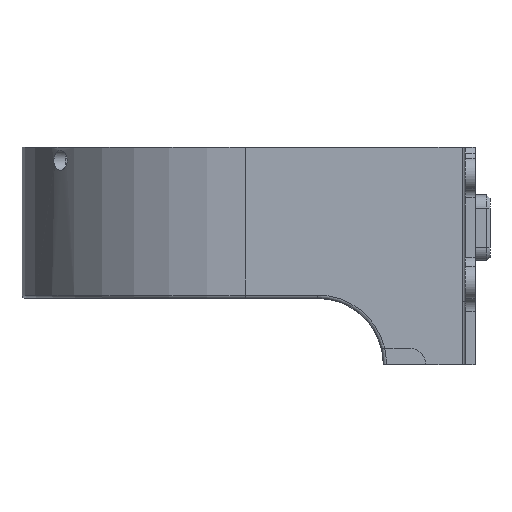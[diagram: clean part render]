
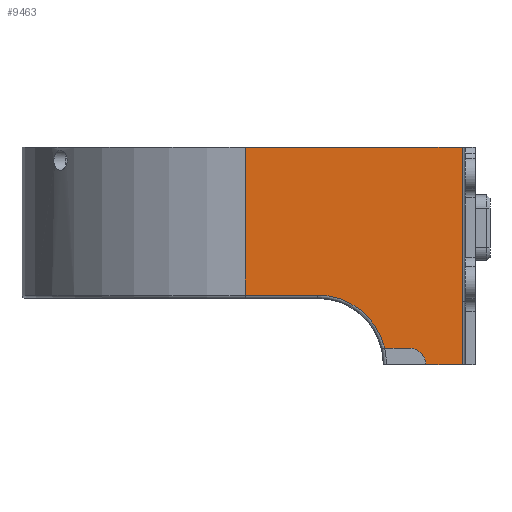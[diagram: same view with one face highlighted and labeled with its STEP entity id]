
A CAD part, left-side view. The second image highlights one B-rep face of the part: STEP entity #9463.
In plain terms, the highlighted planar face has unit normal (-1, 0, 0).
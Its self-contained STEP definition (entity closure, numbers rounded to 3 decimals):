
#320 = VERTEX_POINT ( 'NONE', #6277 ) ;
#339 = DIRECTION ( 'NONE',  ( 0., 1., 0. ) ) ;
#358 = VECTOR ( 'NONE', #8233, 1000. ) ;
#621 = LINE ( 'NONE', #838, #11148 ) ;
#837 = PLANE ( 'NONE',  #12303 ) ;
#838 = CARTESIAN_POINT ( 'NONE',  ( -68., 0., -70.711 ) ) ;
#879 = CIRCLE ( 'NONE', #6191, 21. ) ;
#1178 = VECTOR ( 'NONE', #4779, 1000. ) ;
#1229 = CARTESIAN_POINT ( 'NONE',  ( -68., -50., -20.2 ) ) ;
#1520 = EDGE_CURVE ( 'NONE', #12125, #8856, #12680, .T. ) ;
#1579 = CARTESIAN_POINT ( 'NONE',  ( -68., -66., 46. ) ) ;
#1799 = ORIENTED_EDGE ( 'NONE', *, *, #3021, .T. ) ;
#2623 = DIRECTION ( 'NONE',  ( 0., -1., 0. ) ) ;
#2792 = CARTESIAN_POINT ( 'NONE',  ( -68., 0., 46. ) ) ;
#2937 = CARTESIAN_POINT ( 'NONE',  ( -68., -66., 46. ) ) ;
#3021 = EDGE_CURVE ( 'NONE', #320, #6122, #5979, .T. ) ;
#3149 = CARTESIAN_POINT ( 'NONE',  ( -68., -66., -1. ) ) ;
#3210 = VECTOR ( 'NONE', #12504, 1000. ) ;
#3223 = VERTEX_POINT ( 'NONE', #2937 ) ;
#3437 = CARTESIAN_POINT ( 'NONE',  ( -68., -50., -15.2 ) ) ;
#3538 = VERTEX_POINT ( 'NONE', #6714 ) ;
#3785 = LINE ( 'NONE', #7018, #11608 ) ;
#4279 = DIRECTION ( 'NONE',  ( 0., -1., 0. ) ) ;
#4301 = ORIENTED_EDGE ( 'NONE', *, *, #6778, .T. ) ;
#4313 = CARTESIAN_POINT ( 'NONE',  ( -68., -22., 1. ) ) ;
#4712 = VERTEX_POINT ( 'NONE', #9322 ) ;
#4779 = DIRECTION ( 'NONE',  ( 0., 0., 1. ) ) ;
#4971 = ORIENTED_EDGE ( 'NONE', *, *, #7857, .F. ) ;
#5127 = CARTESIAN_POINT ( 'NONE',  ( -68., -66., -20.2 ) ) ;
#5128 = CARTESIAN_POINT ( 'NONE',  ( -68., 0., 46. ) ) ;
#5185 = DIRECTION ( 'NONE',  ( 0., -1., 0. ) ) ;
#5207 = ORIENTED_EDGE ( 'NONE', *, *, #9247, .F. ) ;
#5495 = EDGE_CURVE ( 'NONE', #6122, #4712, #879, .T. ) ;
#5838 = CARTESIAN_POINT ( 'NONE',  ( -68., 0., -70.711 ) ) ;
#5969 = DIRECTION ( 'NONE',  ( 0., 0., 1. ) ) ;
#5979 = LINE ( 'NONE', #11415, #3210 ) ;
#6122 = VERTEX_POINT ( 'NONE', #4313 ) ;
#6191 = AXIS2_PLACEMENT_3D ( 'NONE', #13061, #12979, #2623 ) ;
#6277 = CARTESIAN_POINT ( 'NONE',  ( -68., 0., 1. ) ) ;
#6714 = CARTESIAN_POINT ( 'NONE',  ( -68., -55., -20.2 ) ) ;
#6778 = EDGE_CURVE ( 'NONE', #8856, #3223, #8284, .T. ) ;
#6891 = DIRECTION ( 'NONE',  ( -1., 0., 0. ) ) ;
#7018 = CARTESIAN_POINT ( 'NONE',  ( -68., -39.485, -15.2 ) ) ;
#7481 = CARTESIAN_POINT ( 'NONE',  ( -68., -42., -20.2 ) ) ;
#7598 = ORIENTED_EDGE ( 'NONE', *, *, #9398, .F. ) ;
#7692 = VECTOR ( 'NONE', #5185, 1000. ) ;
#7857 = EDGE_CURVE ( 'NONE', #12487, #3223, #10132, .T. ) ;
#7924 = DIRECTION ( 'NONE',  ( 0., -1., 0. ) ) ;
#8048 = DIRECTION ( 'NONE',  ( 0., 1., 0. ) ) ;
#8051 = EDGE_LOOP ( 'NONE', ( #7598, #12014, #5207, #11540, #4301, #4971, #9099, #1799, #9088 ) ) ;
#8233 = DIRECTION ( 'NONE',  ( 0., 0., 1. ) ) ;
#8284 = LINE ( 'NONE', #1579, #1178 ) ;
#8856 = VERTEX_POINT ( 'NONE', #9490 ) ;
#8976 = LINE ( 'NONE', #7481, #9465 ) ;
#9088 = ORIENTED_EDGE ( 'NONE', *, *, #5495, .T. ) ;
#9099 = ORIENTED_EDGE ( 'NONE', *, *, #12564, .F. ) ;
#9247 = EDGE_CURVE ( 'NONE', #12125, #3538, #8976, .T. ) ;
#9322 = CARTESIAN_POINT ( 'NONE',  ( -68., -42.444, -15.2 ) ) ;
#9372 = CIRCLE ( 'NONE', #9688, 5. ) ;
#9398 = EDGE_CURVE ( 'NONE', #10742, #4712, #3785, .T. ) ;
#9463 = ADVANCED_FACE ( 'NONE', ( #13200 ), #837, .T. ) ;
#9465 = VECTOR ( 'NONE', #339, 1000. ) ;
#9490 = CARTESIAN_POINT ( 'NONE',  ( -68., -66., -1. ) ) ;
#9688 = AXIS2_PLACEMENT_3D ( 'NONE', #1229, #10518, #4279 ) ;
#10132 = LINE ( 'NONE', #5128, #7692 ) ;
#10518 = DIRECTION ( 'NONE',  ( 1., 0., 0. ) ) ;
#10742 = VERTEX_POINT ( 'NONE', #3437 ) ;
#10990 = EDGE_CURVE ( 'NONE', #10742, #3538, #9372, .T. ) ;
#11148 = VECTOR ( 'NONE', #5969, 1000. ) ;
#11415 = CARTESIAN_POINT ( 'NONE',  ( -68., -22., 1. ) ) ;
#11540 = ORIENTED_EDGE ( 'NONE', *, *, #1520, .T. ) ;
#11608 = VECTOR ( 'NONE', #8048, 1000. ) ;
#12014 = ORIENTED_EDGE ( 'NONE', *, *, #10990, .T. ) ;
#12125 = VERTEX_POINT ( 'NONE', #5127 ) ;
#12303 = AXIS2_PLACEMENT_3D ( 'NONE', #5838, #6891, #7924 ) ;
#12487 = VERTEX_POINT ( 'NONE', #2792 ) ;
#12504 = DIRECTION ( 'NONE',  ( 0., -1., 0. ) ) ;
#12564 = EDGE_CURVE ( 'NONE', #320, #12487, #621, .T. ) ;
#12680 = LINE ( 'NONE', #3149, #358 ) ;
#12979 = DIRECTION ( 'NONE',  ( 1., 0., 0. ) ) ;
#13061 = CARTESIAN_POINT ( 'NONE',  ( -68., -22., -20. ) ) ;
#13200 = FACE_OUTER_BOUND ( 'NONE', #8051, .T. ) ;
